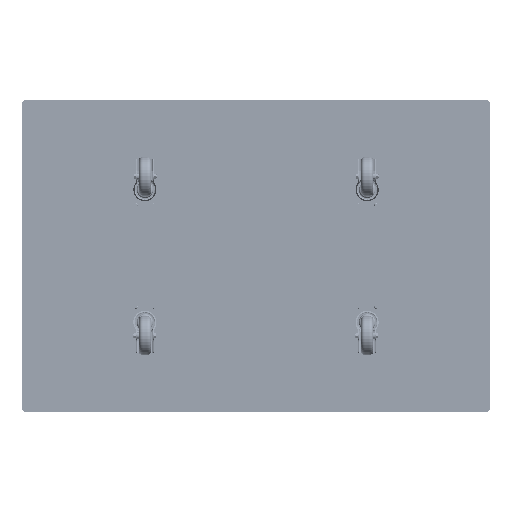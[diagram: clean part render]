
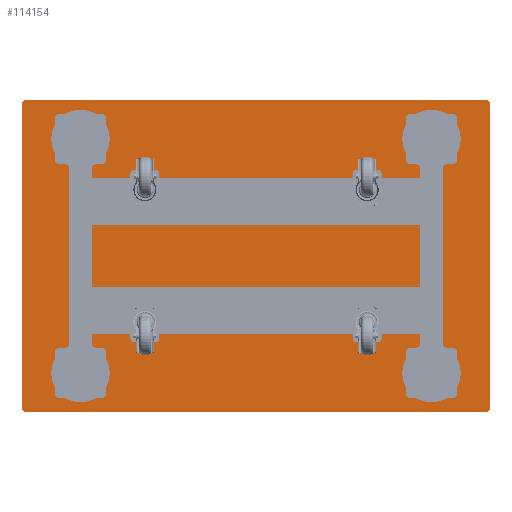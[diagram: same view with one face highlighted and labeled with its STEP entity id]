
A CAD part, front view. The second image highlights one B-rep face of the part: STEP entity #114154.
In plain terms, the highlighted planar face has unit normal (0, -1, 0).
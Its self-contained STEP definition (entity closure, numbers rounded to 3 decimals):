
#2716 = CARTESIAN_POINT ( 'NONE',  ( 962.318, 622.015, 750. ) ) ;
#6714 = ORIENTED_EDGE ( 'NONE', *, *, #93427, .F. ) ;
#7656 = LINE ( 'NONE', #72845, #101267 ) ;
#8248 = CARTESIAN_POINT ( 'NONE',  ( 962.318, 622.015, -39. ) ) ;
#9270 = CARTESIAN_POINT ( 'NONE',  ( -215.682, 622.015, -50. ) ) ;
#9542 = VERTEX_POINT ( 'NONE', #88285 ) ;
#11113 = DIRECTION ( 'NONE',  ( -1., 0., 0. ) ) ;
#11302 = CARTESIAN_POINT ( 'NONE',  ( 962.318, 622.015, -50. ) ) ;
#15886 = EDGE_CURVE ( 'NONE', #47528, #125854, #7656, .T. ) ;
#17026 = CARTESIAN_POINT ( 'NONE',  ( -215.682, 622.015, 739. ) ) ;
#18705 = DIRECTION ( 'NONE',  ( 1., 0., 0. ) ) ;
#19280 = PLANE ( 'NONE',  #101969 ) ;
#19525 = ORIENTED_EDGE ( 'NONE', *, *, #24051, .F. ) ;
#21418 = DIRECTION ( 'NONE',  ( 0., -1., 0. ) ) ;
#23972 = CARTESIAN_POINT ( 'NONE',  ( 973.318, 622.015, 739. ) ) ;
#24051 = EDGE_CURVE ( 'NONE', #49316, #129013, #135712, .T. ) ;
#27594 = EDGE_CURVE ( 'NONE', #141573, #9542, #96358, .T. ) ;
#29547 = DIRECTION ( 'NONE',  ( -1., 0., 0. ) ) ;
#32312 = CARTESIAN_POINT ( 'NONE',  ( 962.318, 622.015, -39. ) ) ;
#32631 = AXIS2_PLACEMENT_3D ( 'NONE', #115739, #93365, #18705 ) ;
#34169 = DIRECTION ( 'NONE',  ( 0., 0., 1. ) ) ;
#34556 = DIRECTION ( 'NONE',  ( 0., 1., 0. ) ) ;
#38193 = LINE ( 'NONE', #94845, #108374 ) ;
#38875 = EDGE_LOOP ( 'NONE', ( #54716, #94511, #131204, #83335, #117025, #101383, #6714, #19525 ) ) ;
#45389 = CIRCLE ( 'NONE', #137182, 11. ) ;
#47528 = VERTEX_POINT ( 'NONE', #77843 ) ;
#49316 = VERTEX_POINT ( 'NONE', #11302 ) ;
#51300 = EDGE_CURVE ( 'NONE', #9542, #49316, #61887, .T. ) ;
#54716 = ORIENTED_EDGE ( 'NONE', *, *, #51300, .F. ) ;
#55953 = VERTEX_POINT ( 'NONE', #2716 ) ;
#59901 = DIRECTION ( 'NONE',  ( 1., 0., 0. ) ) ;
#61887 = CIRCLE ( 'NONE', #64646, 11. ) ;
#63236 = VECTOR ( 'NONE', #86685, 1000. ) ;
#63904 = EDGE_CURVE ( 'NONE', #55953, #141573, #66693, .T. ) ;
#64646 = AXIS2_PLACEMENT_3D ( 'NONE', #8248, #70413, #134702 ) ;
#66693 = CIRCLE ( 'NONE', #32631, 11. ) ;
#70413 = DIRECTION ( 'NONE',  ( 0., 1., 0. ) ) ;
#71251 = VECTOR ( 'NONE', #29547, 1000. ) ;
#72845 = CARTESIAN_POINT ( 'NONE',  ( -226.682, 622.015, 739. ) ) ;
#77843 = CARTESIAN_POINT ( 'NONE',  ( -226.682, 622.015, -39. ) ) ;
#79685 = DIRECTION ( 'NONE',  ( 0., 1., 0. ) ) ;
#80238 = DIRECTION ( 'NONE',  ( -1., 0., 0. ) ) ;
#80307 = CARTESIAN_POINT ( 'NONE',  ( -215.682, 622.015, 750. ) ) ;
#83335 = ORIENTED_EDGE ( 'NONE', *, *, #107158, .F. ) ;
#83815 = CIRCLE ( 'NONE', #95034, 11. ) ;
#86685 = DIRECTION ( 'NONE',  ( 0., 0., -1. ) ) ;
#88285 = CARTESIAN_POINT ( 'NONE',  ( 973.318, 622.015, -39. ) ) ;
#93365 = DIRECTION ( 'NONE',  ( 0., 1., 0. ) ) ;
#93377 = CARTESIAN_POINT ( 'NONE',  ( 973.318, 622.015, 739. ) ) ;
#93427 = EDGE_CURVE ( 'NONE', #129013, #47528, #83815, .T. ) ;
#94511 = ORIENTED_EDGE ( 'NONE', *, *, #27594, .F. ) ;
#94845 = CARTESIAN_POINT ( 'NONE',  ( -215.682, 622.015, 750. ) ) ;
#95034 = AXIS2_PLACEMENT_3D ( 'NONE', #98282, #34556, #11113 ) ;
#96358 = LINE ( 'NONE', #23972, #63236 ) ;
#98282 = CARTESIAN_POINT ( 'NONE',  ( -215.682, 622.015, -39. ) ) ;
#101254 = EDGE_CURVE ( 'NONE', #125854, #157896, #45389, .T. ) ;
#101267 = VECTOR ( 'NONE', #34169, 1000. ) ;
#101383 = ORIENTED_EDGE ( 'NONE', *, *, #15886, .F. ) ;
#101969 = AXIS2_PLACEMENT_3D ( 'NONE', #32312, #21418, #119000 ) ;
#107158 = EDGE_CURVE ( 'NONE', #157896, #55953, #38193, .T. ) ;
#107444 = CARTESIAN_POINT ( 'NONE',  ( -215.682, 622.015, -50. ) ) ;
#108374 = VECTOR ( 'NONE', #59901, 1000. ) ;
#110299 = CARTESIAN_POINT ( 'NONE',  ( -226.682, 622.015, 739. ) ) ;
#114154 = ADVANCED_FACE ( 'NONE', ( #155908 ), #19280, .T. ) ;
#115739 = CARTESIAN_POINT ( 'NONE',  ( 962.318, 622.015, 739. ) ) ;
#117025 = ORIENTED_EDGE ( 'NONE', *, *, #101254, .F. ) ;
#119000 = DIRECTION ( 'NONE',  ( -1., 0., 0. ) ) ;
#125854 = VERTEX_POINT ( 'NONE', #110299 ) ;
#129013 = VERTEX_POINT ( 'NONE', #9270 ) ;
#131204 = ORIENTED_EDGE ( 'NONE', *, *, #63904, .F. ) ;
#134702 = DIRECTION ( 'NONE',  ( -1., 0., 0. ) ) ;
#135712 = LINE ( 'NONE', #107444, #71251 ) ;
#137182 = AXIS2_PLACEMENT_3D ( 'NONE', #17026, #79685, #80238 ) ;
#141573 = VERTEX_POINT ( 'NONE', #93377 ) ;
#155908 = FACE_OUTER_BOUND ( 'NONE', #38875, .T. ) ;
#157896 = VERTEX_POINT ( 'NONE', #80307 ) ;
